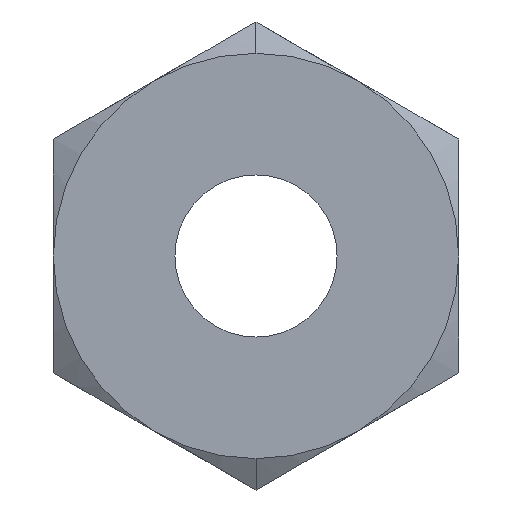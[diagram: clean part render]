
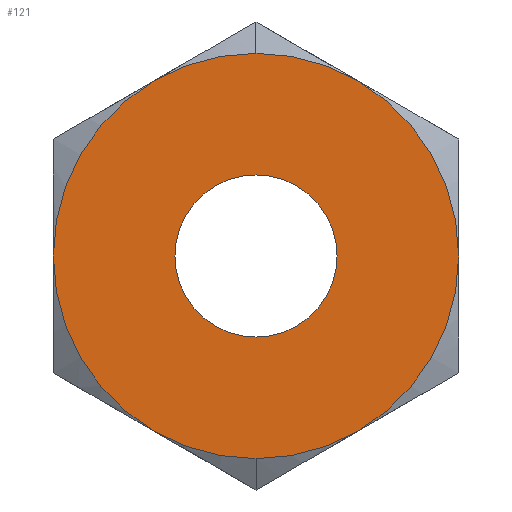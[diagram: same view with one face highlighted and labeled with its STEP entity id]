
A CAD part, left-side view. The second image highlights one B-rep face of the part: STEP entity #121.
In plain terms, the highlighted planar face has unit normal (-1, 0, 0).
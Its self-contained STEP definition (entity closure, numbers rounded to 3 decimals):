
#121=ADVANCED_FACE('',(#246,#247),#248,.T.);
#246=FACE_BOUND('',#371,.T.);
#247=FACE_OUTER_BOUND('',#372,.T.);
#248=PLANE('',#373);
#371=EDGE_LOOP('',(#634,#635));
#372=EDGE_LOOP('',(#636,#637,#638,#639,#640,#641,#642,#643));
#373=AXIS2_PLACEMENT_3D('',#644,#645,#646);
#634=ORIENTED_EDGE('',*,*,#773,.T.);
#635=ORIENTED_EDGE('',*,*,#731,.T.);
#636=ORIENTED_EDGE('',*,*,#795,.F.);
#637=ORIENTED_EDGE('',*,*,#776,.F.);
#638=ORIENTED_EDGE('',*,*,#780,.F.);
#639=ORIENTED_EDGE('',*,*,#783,.F.);
#640=ORIENTED_EDGE('',*,*,#726,.F.);
#641=ORIENTED_EDGE('',*,*,#788,.F.);
#642=ORIENTED_EDGE('',*,*,#792,.F.);
#643=ORIENTED_EDGE('',*,*,#721,.F.);
#644=CARTESIAN_POINT('',(0.,0.,-16.25));
#645=DIRECTION('',(-1.0,0.,0.));
#646=DIRECTION('',(0.,0.,1.0));
#721=EDGE_CURVE('',#847,#850,#851,.T.);
#726=EDGE_CURVE('',#857,#855,#859,.T.);
#731=EDGE_CURVE('',#862,#866,#868,.T.);
#773=EDGE_CURVE('',#866,#862,#928,.T.);
#776=EDGE_CURVE('',#931,#933,#934,.T.);
#780=EDGE_CURVE('',#938,#931,#940,.T.);
#783=EDGE_CURVE('',#855,#938,#943,.T.);
#788=EDGE_CURVE('',#948,#857,#950,.T.);
#792=EDGE_CURVE('',#850,#948,#955,.T.);
#795=EDGE_CURVE('',#933,#847,#958,.T.);
#847=VERTEX_POINT('',#1042);
#850=VERTEX_POINT('',#1046);
#851=CIRCLE('',#1047,32.5);
#855=VERTEX_POINT('',#1062);
#857=VERTEX_POINT('',#1065);
#859=CIRCLE('',#1078,32.5);
#862=VERTEX_POINT('',#1081);
#866=VERTEX_POINT('',#1086);
#868=CIRCLE('',#1089,13.0);
#928=CIRCLE('',#1293,13.0);
#931=VERTEX_POINT('',#1296);
#933=VERTEX_POINT('',#1309);
#934=CIRCLE('',#1310,32.5);
#938=VERTEX_POINT('',#1325);
#940=CIRCLE('',#1338,32.5);
#943=CIRCLE('',#1352,32.5);
#948=VERTEX_POINT('',#1379);
#950=CIRCLE('',#1392,32.5);
#955=CIRCLE('',#1419,32.5);
#958=CIRCLE('',#1433,32.5);
#1042=CARTESIAN_POINT('',(0.,0.,-32.5));
#1046=CARTESIAN_POINT('',(0.,16.25,-28.146));
#1047=AXIS2_PLACEMENT_3D('',#1603,#1604,#1605);
#1062=CARTESIAN_POINT('',(0.,0.,32.5));
#1065=CARTESIAN_POINT('',(0.,16.25,28.146));
#1078=AXIS2_PLACEMENT_3D('',#1607,#1608,#1609);
#1081=CARTESIAN_POINT('',(0.,0.,-13.0));
#1086=CARTESIAN_POINT('',(0.,0.,13.0));
#1089=AXIS2_PLACEMENT_3D('',#1615,#1616,#1617);
#1293=AXIS2_PLACEMENT_3D('',#1667,#1668,#1669);
#1296=CARTESIAN_POINT('',(0.,-32.5,0.));
#1309=CARTESIAN_POINT('',(0.,-16.25,-28.146));
#1310=AXIS2_PLACEMENT_3D('',#1670,#1671,#1672);
#1325=CARTESIAN_POINT('',(0.,-16.25,28.146));
#1338=AXIS2_PLACEMENT_3D('',#1673,#1674,#1675);
#1352=AXIS2_PLACEMENT_3D('',#1676,#1677,#1678);
#1379=CARTESIAN_POINT('',(0.0,32.5,0.));
#1392=AXIS2_PLACEMENT_3D('',#1679,#1680,#1681);
#1419=AXIS2_PLACEMENT_3D('',#1682,#1683,#1684);
#1433=AXIS2_PLACEMENT_3D('',#1685,#1686,#1687);
#1603=CARTESIAN_POINT('',(0.0,0.0,0.0));
#1604=DIRECTION('',(1.0,0.,0.));
#1605=DIRECTION('',(0.,0.,-1.0));
#1607=CARTESIAN_POINT('',(0.0,0.0,0.0));
#1608=DIRECTION('',(1.0,0.,0.));
#1609=DIRECTION('',(0.,0.,-1.0));
#1615=CARTESIAN_POINT('',(0.,0.0,0.0));
#1616=DIRECTION('',(1.0,0.,0.));
#1617=DIRECTION('',(0.,0.,-1.0));
#1667=CARTESIAN_POINT('',(0.,0.0,0.0));
#1668=DIRECTION('',(1.0,0.,0.));
#1669=DIRECTION('',(0.,0.,-1.0));
#1670=CARTESIAN_POINT('',(0.0,0.0,0.0));
#1671=DIRECTION('',(1.0,0.,0.));
#1672=DIRECTION('',(0.,0.,-1.0));
#1673=CARTESIAN_POINT('',(0.0,0.0,0.0));
#1674=DIRECTION('',(1.0,0.,0.));
#1675=DIRECTION('',(0.,0.,-1.0));
#1676=CARTESIAN_POINT('',(0.0,0.0,0.0));
#1677=DIRECTION('',(1.0,0.,0.));
#1678=DIRECTION('',(0.,0.,-1.0));
#1679=CARTESIAN_POINT('',(0.0,0.0,0.0));
#1680=DIRECTION('',(1.0,0.,0.));
#1681=DIRECTION('',(0.,0.,-1.0));
#1682=CARTESIAN_POINT('',(0.0,0.0,0.0));
#1683=DIRECTION('',(1.0,0.,0.));
#1684=DIRECTION('',(0.,0.,-1.0));
#1685=CARTESIAN_POINT('',(0.0,0.0,0.0));
#1686=DIRECTION('',(1.0,0.,0.));
#1687=DIRECTION('',(0.,0.,-1.0));
